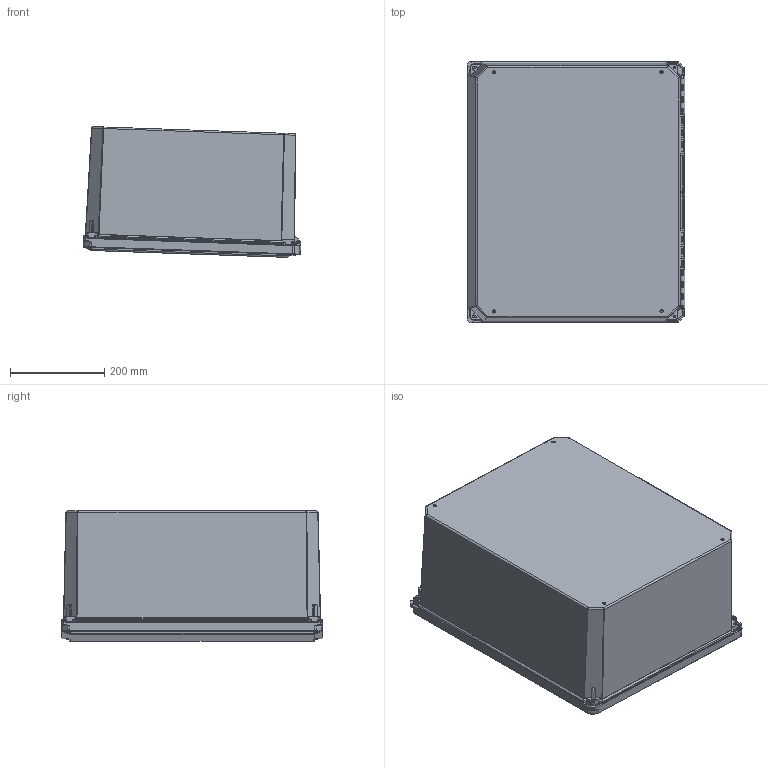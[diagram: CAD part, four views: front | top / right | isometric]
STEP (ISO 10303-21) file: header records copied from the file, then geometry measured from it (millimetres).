
FILE_DESCRIPTION (( 'STEP AP214' ), '1' );
FILE_NAME ('FR201610HW.STEP', '2021-10-07T16:26:20', ( '' ), ( '' ), 'SwSTEP 2.0', 'SolidWorks 2021', '' );
FILE_SCHEMA (( 'AUTOMOTIVE_DESIGN' ));
Length unit declared in the file: inch
Products named in the file (1): FR201610HW
Bounding box: 461.74 x 553.61 x 277.16 mm (x, y, z)
Volume: 4666875 mm3; surface area: 2049002.2 mm2
Topology: 23 solids, 23 shells, 2239 faces, 5653 edges, 3376 vertices
Faces by surface type: cylinder 890, plane 704, bspline 351, torus 183, cone 84, sphere 27
Entity records: 91298 total; most frequent: CARTESIAN_POINT 42056, ORIENTED_EDGE 11116, DIRECTION 8766, EDGE_CURVE 5558, VERTEX_POINT 3371, AXIS2_PLACEMENT_3D 3060, VECTOR 2646, LINE 2646
